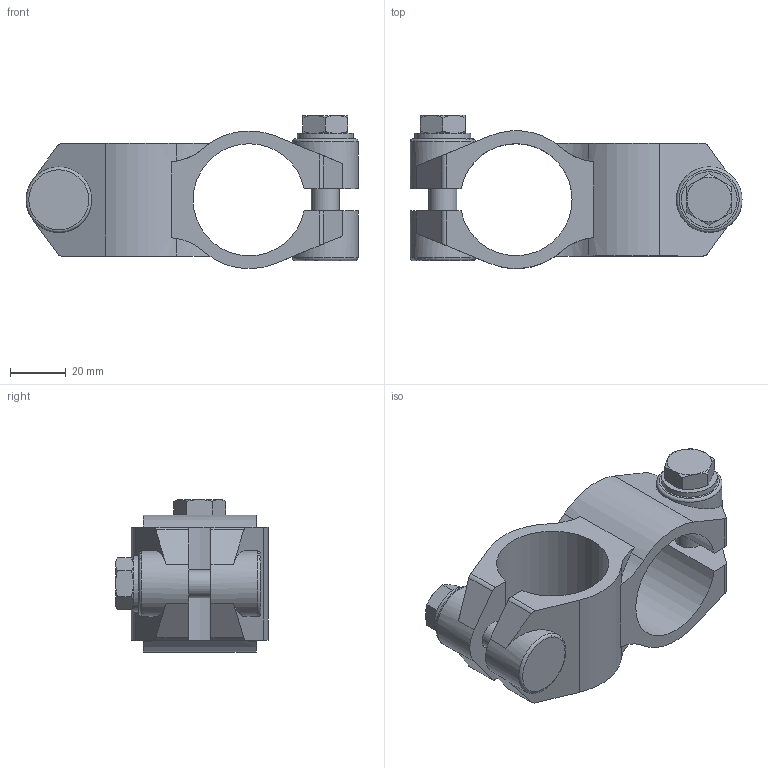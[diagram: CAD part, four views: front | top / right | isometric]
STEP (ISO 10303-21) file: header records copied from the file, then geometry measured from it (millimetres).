
FILE_DESCRIPTION( ( 'STEP AP214' ), '1' );
FILE_NAME( 'K0472.14040.stp', '2020-12-08T09:31:36', ( '' ), ( '' ), ' ', 'PARTsolutions', ' ' );
FILE_SCHEMA( ( 'AUTOMOTIVE_DESIGN { 1 0 10303 214 1 1 1 1 }' ) );
Length unit declared in the file: millimetre
Products named in the file (1): _K0472.14040
Bounding box: 119 x 54.83 x 54.83 mm (x, y, z)
Volume: 83348.1 mm3; surface area: 31743.4 mm2
Topology: 1 solids, 3 shells, 110 faces, 268 edges, 170 vertices
Faces by surface type: plane 46, cylinder 34, cone 26, torus 4
Full cylindrical faces by diameter (mm): 8.376 x2, 10 x2, 11 x2, 20 x2, 23.5 x4
Entity records: 4200 total; most frequent: CARTESIAN_POINT 879, DIRECTION 498, ORIENTED_EDGE 484, EDGE_CURVE 242, AXIS2_PLACEMENT_3D 205, VERTEX_POINT 162, EDGE_LOOP 138, FACE_OUTER_BOUND 126
